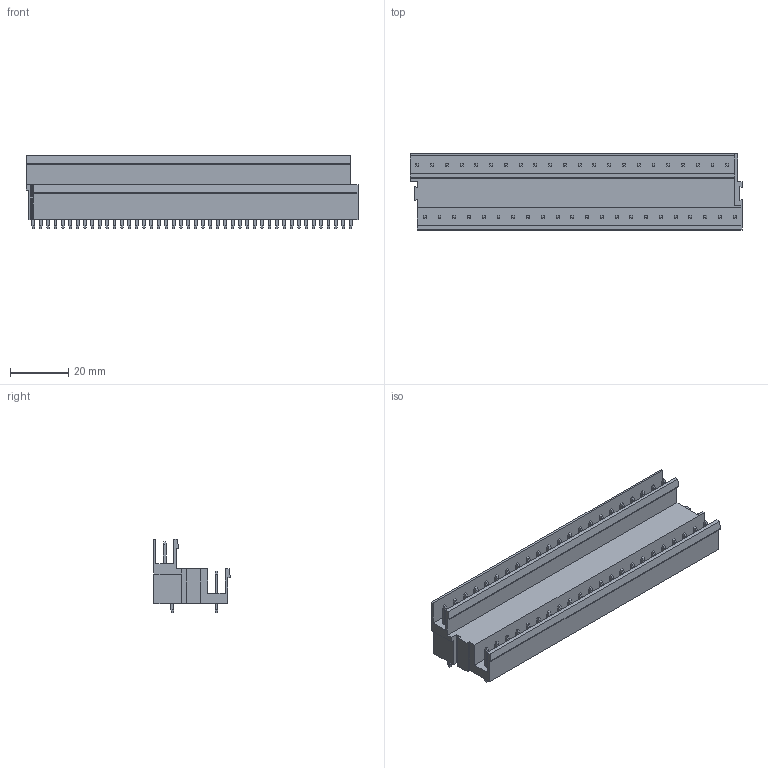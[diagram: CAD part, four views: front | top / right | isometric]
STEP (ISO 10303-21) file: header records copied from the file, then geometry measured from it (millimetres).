
FILE_DESCRIPTION(('CATIA V5 STEP Exchange','CAx-IF Rec.Pracs.--- Model Styling and Organization---1.2---2011-12-15'),'2;1');
FILE_NAME ('D1454972_0_1725850000_1725850000.stp','2018-11-10T04:42:56+00:00',('none'),('Weidmueller'),'CATIA Version 5-6 Release 2014','CATIA V5 STEP AP214','none');
FILE_SCHEMA(('AUTOMOTIVE_DESIGN { 1 0 10303 214 1 1 1 1 }'));
Length unit declared in the file: millimetre
Products named in the file (1): 1725850000
Bounding box: 114.3 x 26.28 x 25.36 mm (x, y, z)
Volume: 32169.2 mm3; surface area: 20352.1 mm2
Topology: 45 solids, 45 shells, 1191 faces, 2951 edges, 1850 vertices
Faces by surface type: plane 1015, cylinder 176
Entity records: 30400 total; most frequent: ORIENTED_EDGE 5902, CARTESIAN_POINT 5579, DIRECTION 3449, EDGE_CURVE 2951, VECTOR 2247, LINE 2247, VERTEX_POINT 1850, EDGE_LOOP 1279
